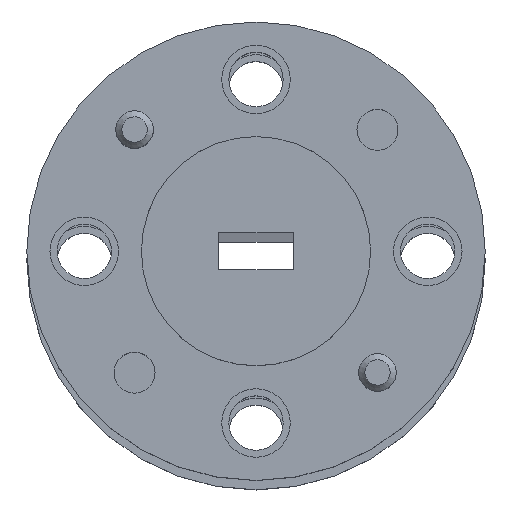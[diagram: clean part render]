
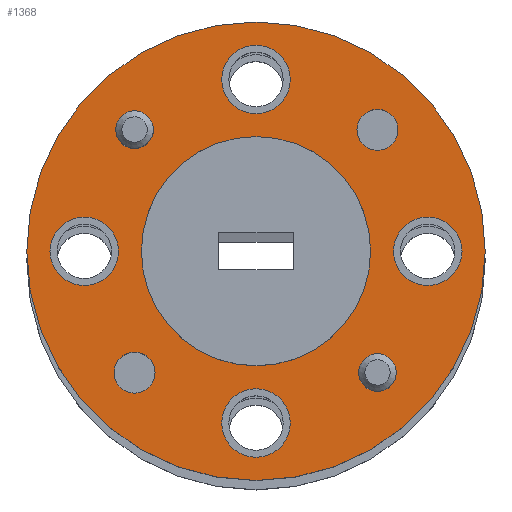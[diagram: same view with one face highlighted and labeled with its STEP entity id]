
A CAD part, top view. The second image highlights one B-rep face of the part: STEP entity #1368.
In plain terms, the highlighted planar face has unit normal (0, 0, 1).
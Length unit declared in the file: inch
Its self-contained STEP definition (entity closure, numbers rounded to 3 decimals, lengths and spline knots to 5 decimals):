
#1 = CARTESIAN_POINT ( 'NONE',  ( 0., 0., 0. ) ) ;
#10 = EDGE_CURVE ( 'NONE', #1566, #1566, #562, .T. ) ;
#16 = CARTESIAN_POINT ( 'NONE',  ( 0., 0.281, 0. ) ) ;
#18 = DIRECTION ( 'NONE',  ( 0., 0., 1. ) ) ;
#29 = DIRECTION ( 'NONE',  ( 1., 0., 0. ) ) ;
#37 = CIRCLE ( 'NONE', #1200, 0.056 ) ;
#49 = DIRECTION ( 'NONE',  ( 1., 0., 0. ) ) ;
#55 = DIRECTION ( 'NONE',  ( 0., 0., 1. ) ) ;
#73 = ORIENTED_EDGE ( 'NONE', *, *, #315, .F. ) ;
#82 = CIRCLE ( 'NONE', #411, 0.056 ) ;
#124 = DIRECTION ( 'NONE',  ( 1., 0., 0. ) ) ;
#126 = ORIENTED_EDGE ( 'NONE', *, *, #787, .F. ) ;
#159 = DIRECTION ( 'NONE',  ( 0., 0., 1. ) ) ;
#160 = ORIENTED_EDGE ( 'NONE', *, *, #413, .F. ) ;
#172 = CIRCLE ( 'NONE', #1119, 0.375 ) ;
#199 = DIRECTION ( 'NONE',  ( 1., 0., 0. ) ) ;
#225 = CARTESIAN_POINT ( 'NONE',  ( 0.337, 0., 0. ) ) ;
#249 = DIRECTION ( 'NONE',  ( 0., 0., 1. ) ) ;
#270 = VERTEX_POINT ( 'NONE', #1268 ) ;
#285 = EDGE_CURVE ( 'NONE', #270, #270, #1613, .T. ) ;
#292 = FACE_BOUND ( 'NONE', #536, .T. ) ;
#295 = DIRECTION ( 'NONE',  ( 0., 0., 1. ) ) ;
#298 = DIRECTION ( 'NONE',  ( 1., 0., 0. ) ) ;
#315 = EDGE_CURVE ( 'NONE', #1185, #1185, #348, .T. ) ;
#316 = FACE_BOUND ( 'NONE', #1120, .T. ) ;
#318 = CARTESIAN_POINT ( 'NONE',  ( 0.1875, 0., 0. ) ) ;
#327 = CARTESIAN_POINT ( 'NONE',  ( 0.1987, 0.1987, 0. ) ) ;
#346 = CARTESIAN_POINT ( 'NONE',  ( -0.281, 0., 0. ) ) ;
#348 = CIRCLE ( 'NONE', #593, 0.03075 ) ;
#356 = CARTESIAN_POINT ( 'NONE',  ( 0.22945, -0.1987, 0. ) ) ;
#362 = DIRECTION ( 'NONE',  ( 0., 0., 1. ) ) ;
#411 = AXIS2_PLACEMENT_3D ( 'NONE', #346, #55, #199 ) ;
#413 = EDGE_CURVE ( 'NONE', #1720, #1720, #82, .T. ) ;
#432 = FACE_BOUND ( 'NONE', #867, .T. ) ;
#450 = DIRECTION ( 'NONE',  ( 1., 0., 0. ) ) ;
#452 = AXIS2_PLACEMENT_3D ( 'NONE', #1650, #249, #124 ) ;
#457 = CARTESIAN_POINT ( 'NONE',  ( -0.16795, 0.1987, 0. ) ) ;
#462 = DIRECTION ( 'NONE',  ( 1., 0., 0. ) ) ;
#467 = VERTEX_POINT ( 'NONE', #1485 ) ;
#477 = VERTEX_POINT ( 'NONE', #457 ) ;
#482 = EDGE_CURVE ( 'NONE', #477, #477, #1439, .T. ) ;
#536 = EDGE_LOOP ( 'NONE', ( #592 ) ) ;
#554 = EDGE_LOOP ( 'NONE', ( #702 ) ) ;
#562 = CIRCLE ( 'NONE', #621, 0.0335 ) ;
#569 = FACE_BOUND ( 'NONE', #1307, .T. ) ;
#576 = DIRECTION ( 'NONE',  ( 0., 0., 1. ) ) ;
#577 = CARTESIAN_POINT ( 'NONE',  ( 0., -0.281, 0. ) ) ;
#592 = ORIENTED_EDGE ( 'NONE', *, *, #285, .F. ) ;
#593 = AXIS2_PLACEMENT_3D ( 'NONE', #1295, #576, #298 ) ;
#604 = DIRECTION ( 'NONE',  ( 1., 0., 0. ) ) ;
#621 = AXIS2_PLACEMENT_3D ( 'NONE', #327, #1481, #462 ) ;
#659 = EDGE_CURVE ( 'NONE', #467, #467, #172, .T. ) ;
#669 = DIRECTION ( 'NONE',  ( 0., 0., 1. ) ) ;
#702 = ORIENTED_EDGE ( 'NONE', *, *, #659, .T. ) ;
#714 = PLANE ( 'NONE',  #1197 ) ;
#725 = EDGE_LOOP ( 'NONE', ( #1241 ) ) ;
#753 = AXIS2_PLACEMENT_3D ( 'NONE', #1560, #1410, #604 ) ;
#787 = EDGE_CURVE ( 'NONE', #1156, #1156, #866, .T. ) ;
#793 = ORIENTED_EDGE ( 'NONE', *, *, #1380, .F. ) ;
#857 = FACE_OUTER_BOUND ( 'NONE', #554, .T. ) ;
#866 = CIRCLE ( 'NONE', #452, 0.0335 ) ;
#867 = EDGE_LOOP ( 'NONE', ( #73 ) ) ;
#882 = CARTESIAN_POINT ( 'NONE',  ( 0.056, -0.281, 0. ) ) ;
#928 = EDGE_LOOP ( 'NONE', ( #793 ) ) ;
#964 = ORIENTED_EDGE ( 'NONE', *, *, #482, .F. ) ;
#991 = AXIS2_PLACEMENT_3D ( 'NONE', #577, #18, #998 ) ;
#998 = DIRECTION ( 'NONE',  ( 1., 0., 0. ) ) ;
#1077 = CARTESIAN_POINT ( 'NONE',  ( 0., 0., 0. ) ) ;
#1078 = ORIENTED_EDGE ( 'NONE', *, *, #10, .F. ) ;
#1105 = DIRECTION ( 'NONE',  ( 1., 0., 0. ) ) ;
#1119 = AXIS2_PLACEMENT_3D ( 'NONE', #1077, #362, #49 ) ;
#1120 = EDGE_LOOP ( 'NONE', ( #160 ) ) ;
#1151 = FACE_BOUND ( 'NONE', #1324, .T. ) ;
#1156 = VERTEX_POINT ( 'NONE', #1573 ) ;
#1185 = VERTEX_POINT ( 'NONE', #356 ) ;
#1197 = AXIS2_PLACEMENT_3D ( 'NONE', #1, #159, #450 ) ;
#1200 = AXIS2_PLACEMENT_3D ( 'NONE', #1637, #669, #1105 ) ;
#1241 = ORIENTED_EDGE ( 'NONE', *, *, #1335, .F. ) ;
#1260 = FACE_BOUND ( 'NONE', #725, .T. ) ;
#1268 = CARTESIAN_POINT ( 'NONE',  ( 0.056, 0.281, 0. ) ) ;
#1279 = FACE_BOUND ( 'NONE', #1590, .T. ) ;
#1295 = CARTESIAN_POINT ( 'NONE',  ( 0.1987, -0.1987, 0. ) ) ;
#1307 = EDGE_LOOP ( 'NONE', ( #964 ) ) ;
#1324 = EDGE_LOOP ( 'NONE', ( #1078 ) ) ;
#1335 = EDGE_CURVE ( 'NONE', #1470, #1470, #1544, .T. ) ;
#1368 = ADVANCED_FACE ( 'NONE', ( #1260, #1279, #1151, #1576, #316, #1818, #292, #569, #432, #857 ), #714, .T. ) ;
#1380 = EDGE_CURVE ( 'NONE', #1602, #1602, #1684, .T. ) ;
#1408 = CARTESIAN_POINT ( 'NONE',  ( 0.2322, 0.1987, 0. ) ) ;
#1410 = DIRECTION ( 'NONE',  ( 0., 0., 1. ) ) ;
#1439 = CIRCLE ( 'NONE', #1474, 0.03075 ) ;
#1449 = CARTESIAN_POINT ( 'NONE',  ( -0.1987, 0.1987, 0. ) ) ;
#1470 = VERTEX_POINT ( 'NONE', #318 ) ;
#1474 = AXIS2_PLACEMENT_3D ( 'NONE', #1449, #295, #29 ) ;
#1481 = DIRECTION ( 'NONE',  ( 0., 0., 1. ) ) ;
#1485 = CARTESIAN_POINT ( 'NONE',  ( 0.375, 0., 0. ) ) ;
#1544 = CIRCLE ( 'NONE', #753, 0.1875 ) ;
#1549 = EDGE_LOOP ( 'NONE', ( #1595 ) ) ;
#1560 = CARTESIAN_POINT ( 'NONE',  ( 0., 0., 0. ) ) ;
#1566 = VERTEX_POINT ( 'NONE', #1408 ) ;
#1573 = CARTESIAN_POINT ( 'NONE',  ( -0.1652, -0.1987, 0. ) ) ;
#1576 = FACE_BOUND ( 'NONE', #1549, .T. ) ;
#1590 = EDGE_LOOP ( 'NONE', ( #126 ) ) ;
#1595 = ORIENTED_EDGE ( 'NONE', *, *, #1601, .F. ) ;
#1601 = EDGE_CURVE ( 'NONE', #1728, #1728, #37, .T. ) ;
#1602 = VERTEX_POINT ( 'NONE', #882 ) ;
#1613 = CIRCLE ( 'NONE', #1724, 0.056 ) ;
#1617 = CARTESIAN_POINT ( 'NONE',  ( -0.225, 0., 0. ) ) ;
#1637 = CARTESIAN_POINT ( 'NONE',  ( 0.281, 0., 0. ) ) ;
#1650 = CARTESIAN_POINT ( 'NONE',  ( -0.1987, -0.1987, 0. ) ) ;
#1684 = CIRCLE ( 'NONE', #991, 0.056 ) ;
#1720 = VERTEX_POINT ( 'NONE', #1617 ) ;
#1721 = DIRECTION ( 'NONE',  ( 0., 0., 1. ) ) ;
#1724 = AXIS2_PLACEMENT_3D ( 'NONE', #16, #1721, #1824 ) ;
#1728 = VERTEX_POINT ( 'NONE', #225 ) ;
#1818 = FACE_BOUND ( 'NONE', #928, .T. ) ;
#1824 = DIRECTION ( 'NONE',  ( 1., 0., 0. ) ) ;
